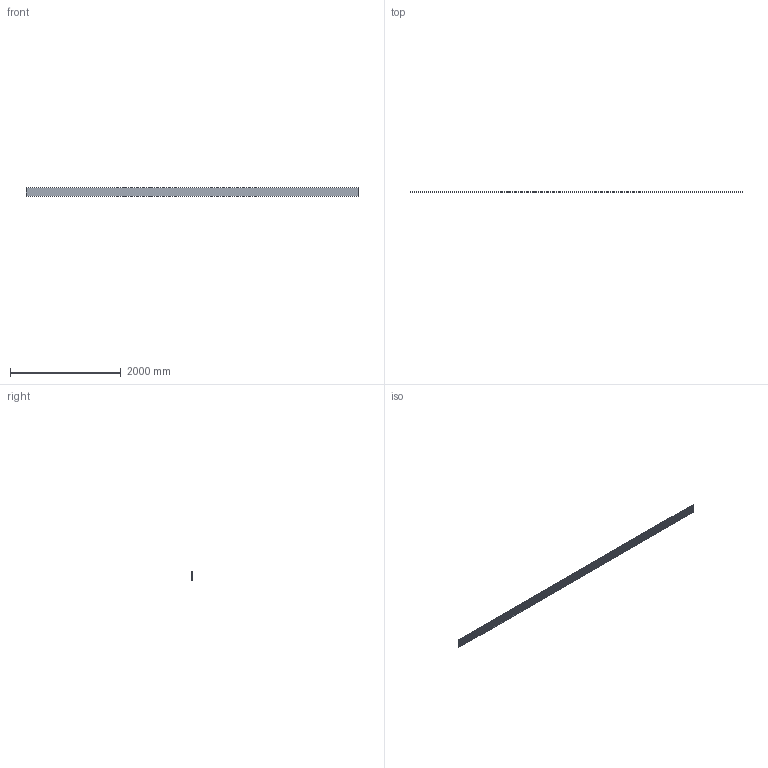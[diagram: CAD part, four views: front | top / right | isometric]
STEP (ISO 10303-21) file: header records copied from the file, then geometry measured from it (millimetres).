
FILE_DESCRIPTION (( 'STEP AP214' ), '1' );
FILE_NAME ('202089 Profil 8 160x16.STEP', '2019-02-06T12:46:43', ( '' ), ( '' ), 'SwSTEP 2.0', 'SolidWorks 2017', '' );
FILE_SCHEMA (( 'AUTOMOTIVE_DESIGN' ));
Length unit declared in the file: millimetre
Products named in the file (1): 202089 Profil 8 160x16
Bounding box: 6000 x 16 x 160 mm (x, y, z)
Volume: 8329838 mm3; surface area: 4919497.2 mm2
Topology: 1 solids, 1 shells, 305 faces, 909 edges, 606 vertices
Faces by surface type: cylinder 165, plane 140
Entity records: 10399 total; most frequent: DIRECTION 1851, CARTESIAN_POINT 1821, ORIENTED_EDGE 1818, EDGE_CURVE 909, AXIS2_PLACEMENT_3D 636, VERTEX_POINT 606, LINE 579, VECTOR 579
